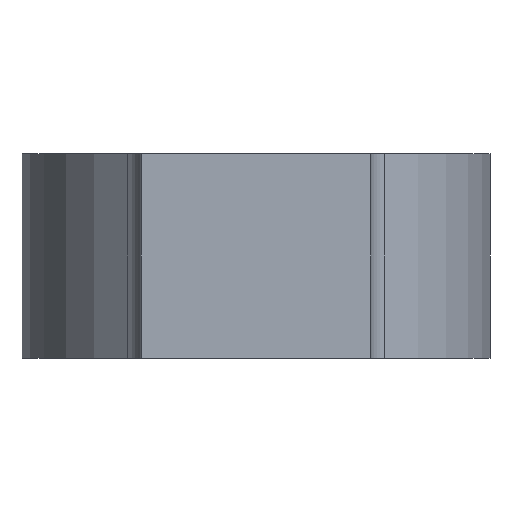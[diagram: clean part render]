
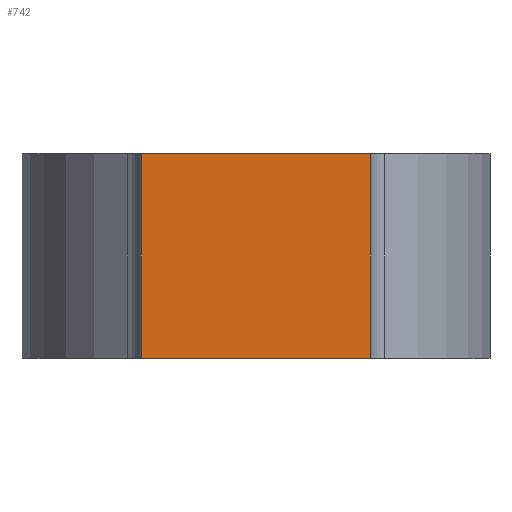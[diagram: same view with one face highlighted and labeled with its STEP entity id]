
A CAD part, left-side view. The second image highlights one B-rep face of the part: STEP entity #742.
In plain terms, the highlighted planar face has unit normal (-1, 0, 0).
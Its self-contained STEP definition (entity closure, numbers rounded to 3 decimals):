
#102 = DIRECTION ( 'NONE',  ( 0., -1., 0. ) ) ;
#139 = CARTESIAN_POINT ( 'NONE',  ( -9.5, -3.25, 5.8 ) ) ;
#142 = ORIENTED_EDGE ( 'NONE', *, *, #837, .F. ) ;
#147 = ORIENTED_EDGE ( 'NONE', *, *, #423, .F. ) ;
#154 = ORIENTED_EDGE ( 'NONE', *, *, #477, .T. ) ;
#178 = CARTESIAN_POINT ( 'NONE',  ( -9.5, 3.25, 5.8 ) ) ;
#185 = DIRECTION ( 'NONE',  ( 1., 0., 0. ) ) ;
#221 = CARTESIAN_POINT ( 'NONE',  ( -9.5, 3.25, 0. ) ) ;
#327 = FACE_OUTER_BOUND ( 'NONE', #479, .T. ) ;
#339 = ORIENTED_EDGE ( 'NONE', *, *, #697, .T. ) ;
#347 = LINE ( 'NONE', #221, #613 ) ;
#398 = VERTEX_POINT ( 'NONE', #888 ) ;
#423 = EDGE_CURVE ( 'NONE', #903, #673, #906, .T. ) ;
#451 = CARTESIAN_POINT ( 'NONE',  ( -9.5, -3.25, 0. ) ) ;
#455 = PLANE ( 'NONE',  #662 ) ;
#463 = VECTOR ( 'NONE', #465, 1000. ) ;
#464 = CARTESIAN_POINT ( 'NONE',  ( -9.5, 3.25, 0. ) ) ;
#465 = DIRECTION ( 'NONE',  ( 0., 0., -1. ) ) ;
#468 = CARTESIAN_POINT ( 'NONE',  ( -9.5, 3.25, 5.8 ) ) ;
#477 = EDGE_CURVE ( 'NONE', #794, #673, #347, .T. ) ;
#479 = EDGE_LOOP ( 'NONE', ( #154, #147, #142, #339 ) ) ;
#490 = DIRECTION ( 'NONE',  ( 0., -1., 0. ) ) ;
#538 = DIRECTION ( 'NONE',  ( 0., 0., -1. ) ) ;
#542 = VECTOR ( 'NONE', #874, 1000. ) ;
#613 = VECTOR ( 'NONE', #490, 1000. ) ;
#662 = AXIS2_PLACEMENT_3D ( 'NONE', #468, #185, #538 ) ;
#673 = VERTEX_POINT ( 'NONE', #451 ) ;
#683 = CARTESIAN_POINT ( 'NONE',  ( -9.5, -3.25, 5.8 ) ) ;
#686 = LINE ( 'NONE', #178, #922 ) ;
#697 = EDGE_CURVE ( 'NONE', #398, #794, #789, .T. ) ;
#730 = CARTESIAN_POINT ( 'NONE',  ( -9.5, 3.25, 5.8 ) ) ;
#742 = ADVANCED_FACE ( 'NONE', ( #327 ), #455, .F. ) ;
#789 = LINE ( 'NONE', #730, #542 ) ;
#794 = VERTEX_POINT ( 'NONE', #464 ) ;
#837 = EDGE_CURVE ( 'NONE', #398, #903, #686, .T. ) ;
#874 = DIRECTION ( 'NONE',  ( 0., 0., -1. ) ) ;
#888 = CARTESIAN_POINT ( 'NONE',  ( -9.5, 3.25, 5.8 ) ) ;
#903 = VERTEX_POINT ( 'NONE', #139 ) ;
#906 = LINE ( 'NONE', #683, #463 ) ;
#922 = VECTOR ( 'NONE', #102, 1000. ) ;
